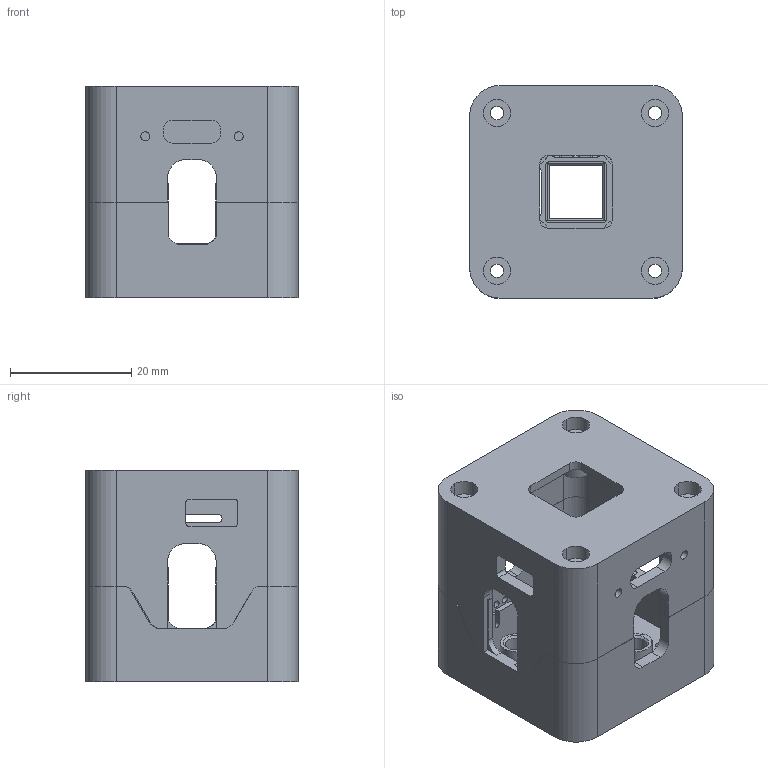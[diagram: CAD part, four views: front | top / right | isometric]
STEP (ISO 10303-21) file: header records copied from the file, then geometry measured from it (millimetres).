
FILE_DESCRIPTION((''),'2;1');
FILE_NAME('RECAMERAV200_ASM','2024-07-31T10:46:55',('Allen'),(''),'CREO PARAMETRIC BY PTC INC, 2021063','CREO PARAMETRIC BY PTC INC, 2021063','');
FILE_SCHEMA(('CONFIG_CONTROL_DESIGN'));
Length unit declared in the file: millimetre
Products named in the file (3): RECAMERA__V200; RECAMERAV200_ASM
Assembly tree (2 placements, depth 2):
  RECAMERAV200_ASM
    RECAMERA__V200
    RECAMERA__V200
Bounding box: 35 x 35 x 34.9 mm (x, y, z)
Volume: 10527.9 mm3; surface area: 14633.6 mm2
Topology: 2 solids, 2 shells, 441 faces, 1274 edges, 844 vertices
Faces by surface type: plane 226, cylinder 183, cone 32
Entity records: 14865 total; most frequent: CARTESIAN_POINT 2675, DIRECTION 2568, ORIENTED_EDGE 2548, EDGE_CURVE 1274, AXIS2_PLACEMENT_3D 868, VERTEX_POINT 844, VECTOR 832, LINE 832
